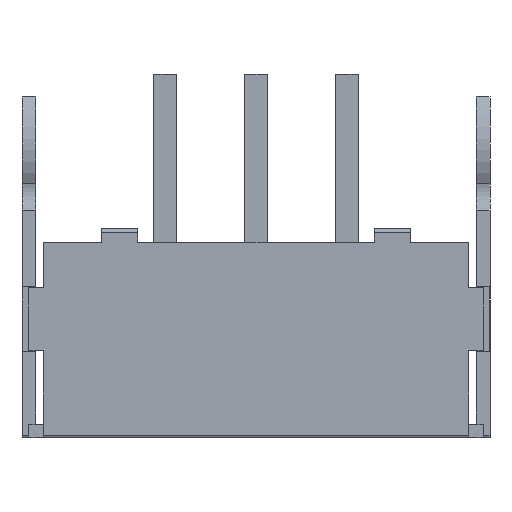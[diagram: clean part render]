
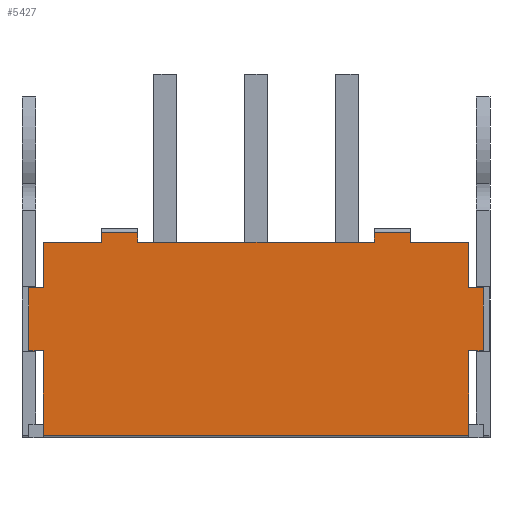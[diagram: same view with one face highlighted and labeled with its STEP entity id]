
A CAD part, left-side view. The second image highlights one B-rep face of the part: STEP entity #5427.
In plain terms, the highlighted planar face has unit normal (-1, 0, 0).
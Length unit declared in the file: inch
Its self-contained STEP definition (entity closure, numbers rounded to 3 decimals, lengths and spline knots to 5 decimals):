
#3121=CARTESIAN_POINT('',(0.3293,-0.14127,0.21393));
#3122=VERTEX_POINT('',#3121);
#3129=CARTESIAN_POINT('',(0.3293,-0.19166,0.21393));
#3130=VERTEX_POINT('',#3129);
#3131=CARTESIAN_POINT('',(0.3293,-0.19166,0.21393));
#3132=DIRECTION('',(0.0,1.0,0.0));
#3133=VECTOR('',#3132,0.05039);
#3134=LINE('',#3131,#3133);
#3135=EDGE_CURVE('',#3130,#3122,#3134,.T.);
#3153=CARTESIAN_POINT('',(0.3293,-0.22316,0.21393));
#3154=VERTEX_POINT('',#3153);
#3161=CARTESIAN_POINT('',(0.3293,-0.42788,0.21393));
#3162=VERTEX_POINT('',#3161);
#3163=CARTESIAN_POINT('',(0.3293,-0.42788,0.21393));
#3164=DIRECTION('',(0.0,1.0,0.0));
#3165=VECTOR('',#3164,0.20472);
#3166=LINE('',#3163,#3165);
#3167=EDGE_CURVE('',#3162,#3154,#3166,.T.);
#3185=CARTESIAN_POINT('',(0.3293,-0.45938,0.21393));
#3186=VERTEX_POINT('',#3185);
#3193=CARTESIAN_POINT('',(0.3293,-0.50977,0.21393));
#3194=VERTEX_POINT('',#3193);
#3195=CARTESIAN_POINT('',(0.3293,-0.50977,0.21393));
#3196=DIRECTION('',(0.0,1.0,0.0));
#3197=VECTOR('',#3196,0.05039);
#3198=LINE('',#3195,#3197);
#3199=EDGE_CURVE('',#3194,#3186,#3198,.T.);
#4755=CARTESIAN_POINT('',(0.3293,-0.50977,0.17456));
#4756=VERTEX_POINT('',#4755);
#4757=CARTESIAN_POINT('',(0.3293,-0.50977,0.17456));
#4758=DIRECTION('',(0.0,0.0,1.0));
#4759=VECTOR('',#4758,0.03937);
#4760=LINE('',#4757,#4759);
#4761=EDGE_CURVE('',#4756,#3194,#4760,.T.);
#4808=CARTESIAN_POINT('',(0.3293,-0.14127,0.17456));
#4809=VERTEX_POINT('',#4808);
#4816=CARTESIAN_POINT('',(0.3293,-0.14127,0.17456));
#4817=DIRECTION('',(0.0,0.0,1.0));
#4818=VECTOR('',#4817,0.03937);
#4819=LINE('',#4816,#4818);
#4820=EDGE_CURVE('',#4809,#3122,#4819,.T.);
#5032=CARTESIAN_POINT('',(0.3293,-0.12867,0.17456));
#5033=VERTEX_POINT('',#5032);
#5040=CARTESIAN_POINT('',(0.3293,-0.14127,0.17456));
#5041=DIRECTION('',(0.0,1.0,0.0));
#5042=VECTOR('',#5041,0.0126);
#5043=LINE('',#5040,#5042);
#5044=EDGE_CURVE('',#4809,#5033,#5043,.T.);
#5105=CARTESIAN_POINT('',(0.3293,-0.45938,0.22259));
#5106=VERTEX_POINT('',#5105);
#5114=CARTESIAN_POINT('',(0.3293,-0.45938,0.21393));
#5115=DIRECTION('',(0.0,0.0,1.0));
#5116=VECTOR('',#5115,0.00866);
#5117=LINE('',#5114,#5116);
#5118=EDGE_CURVE('',#3186,#5106,#5117,.T.);
#5304=CARTESIAN_POINT('',(0.3293,-0.42788,0.22259));
#5305=VERTEX_POINT('',#5304);
#5313=CARTESIAN_POINT('',(0.3293,-0.42788,0.22259));
#5314=DIRECTION('',(0.0,-1.0,0.0));
#5315=VECTOR('',#5314,0.0315);
#5316=LINE('',#5313,#5315);
#5317=EDGE_CURVE('',#5305,#5106,#5316,.T.);
#5322=CARTESIAN_POINT('',(0.3293,-0.54206,0.23139));
#5323=DIRECTION('',(-1.0,0.0,0.0));
#5324=DIRECTION('',(0.0,0.0,1.0));
#5325=AXIS2_PLACEMENT_3D('',#5322,#5323,#5324);
#5326=PLANE('',#5325);
#5327=ORIENTED_EDGE('',*,*,#5317,.F.);
#5328=CARTESIAN_POINT('',(0.3293,-0.42788,0.22259));
#5329=DIRECTION('',(0.0,0.0,-1.0));
#5330=VECTOR('',#5329,0.00866);
#5331=LINE('',#5328,#5330);
#5332=EDGE_CURVE('',#5305,#3162,#5331,.T.);
#5333=ORIENTED_EDGE('',*,*,#5332,.T.);
#5334=ORIENTED_EDGE('',*,*,#3167,.T.);
#5335=CARTESIAN_POINT('',(0.3293,-0.22316,0.22259));
#5336=VERTEX_POINT('',#5335);
#5337=CARTESIAN_POINT('',(0.3293,-0.22316,0.21393));
#5338=DIRECTION('',(0.0,0.0,1.0));
#5339=VECTOR('',#5338,0.00866);
#5340=LINE('',#5337,#5339);
#5341=EDGE_CURVE('',#3154,#5336,#5340,.T.);
#5342=ORIENTED_EDGE('',*,*,#5341,.T.);
#5343=CARTESIAN_POINT('',(0.3293,-0.19166,0.22259));
#5344=VERTEX_POINT('',#5343);
#5345=CARTESIAN_POINT('',(0.3293,-0.19166,0.22259));
#5346=DIRECTION('',(0.0,-1.0,0.0));
#5347=VECTOR('',#5346,0.0315);
#5348=LINE('',#5345,#5347);
#5349=EDGE_CURVE('',#5344,#5336,#5348,.T.);
#5350=ORIENTED_EDGE('',*,*,#5349,.F.);
#5351=CARTESIAN_POINT('',(0.3293,-0.19166,0.22259));
#5352=DIRECTION('',(0.0,0.0,-1.0));
#5353=VECTOR('',#5352,0.00866);
#5354=LINE('',#5351,#5353);
#5355=EDGE_CURVE('',#5344,#3130,#5354,.T.);
#5356=ORIENTED_EDGE('',*,*,#5355,.T.);
#5357=ORIENTED_EDGE('',*,*,#3135,.T.);
#5358=ORIENTED_EDGE('',*,*,#4820,.F.);
#5359=ORIENTED_EDGE('',*,*,#5044,.T.);
#5360=CARTESIAN_POINT('',(0.3293,-0.12867,0.12023));
#5361=VERTEX_POINT('',#5360);
#5362=CARTESIAN_POINT('',(0.3293,-0.12867,0.17456));
#5363=DIRECTION('',(0.0,0.0,-1.0));
#5364=VECTOR('',#5363,0.05433);
#5365=LINE('',#5362,#5364);
#5366=EDGE_CURVE('',#5033,#5361,#5365,.T.);
#5367=ORIENTED_EDGE('',*,*,#5366,.T.);
#5368=CARTESIAN_POINT('',(0.3293,-0.14127,0.12023));
#5369=VERTEX_POINT('',#5368);
#5370=CARTESIAN_POINT('',(0.3293,-0.12867,0.12023));
#5371=DIRECTION('',(0.0,-1.0,0.0));
#5372=VECTOR('',#5371,0.0126);
#5373=LINE('',#5370,#5372);
#5374=EDGE_CURVE('',#5361,#5369,#5373,.T.);
#5375=ORIENTED_EDGE('',*,*,#5374,.T.);
#5376=CARTESIAN_POINT('',(0.3293,-0.14127,0.04661));
#5377=VERTEX_POINT('',#5376);
#5378=CARTESIAN_POINT('',(0.3293,-0.14127,0.12023));
#5379=DIRECTION('',(0.0,0.0,-1.0));
#5380=VECTOR('',#5379,0.07362);
#5381=LINE('',#5378,#5380);
#5382=EDGE_CURVE('',#5369,#5377,#5381,.T.);
#5383=ORIENTED_EDGE('',*,*,#5382,.T.);
#5384=CARTESIAN_POINT('',(0.3293,-0.50977,0.04661));
#5385=VERTEX_POINT('',#5384);
#5386=CARTESIAN_POINT('',(0.3293,-0.50977,0.04661));
#5387=DIRECTION('',(0.0,1.0,0.0));
#5388=VECTOR('',#5387,0.3685);
#5389=LINE('',#5386,#5388);
#5390=EDGE_CURVE('',#5385,#5377,#5389,.T.);
#5391=ORIENTED_EDGE('',*,*,#5390,.F.);
#5392=CARTESIAN_POINT('',(0.3293,-0.50977,0.12023));
#5393=VERTEX_POINT('',#5392);
#5394=CARTESIAN_POINT('',(0.3293,-0.50977,0.04661));
#5395=DIRECTION('',(0.0,0.0,1.0));
#5396=VECTOR('',#5395,0.07362);
#5397=LINE('',#5394,#5396);
#5398=EDGE_CURVE('',#5385,#5393,#5397,.T.);
#5399=ORIENTED_EDGE('',*,*,#5398,.T.);
#5400=CARTESIAN_POINT('',(0.3293,-0.52237,0.12023));
#5401=VERTEX_POINT('',#5400);
#5402=CARTESIAN_POINT('',(0.3293,-0.50977,0.12023));
#5403=DIRECTION('',(0.0,-1.0,0.0));
#5404=VECTOR('',#5403,0.0126);
#5405=LINE('',#5402,#5404);
#5406=EDGE_CURVE('',#5393,#5401,#5405,.T.);
#5407=ORIENTED_EDGE('',*,*,#5406,.T.);
#5408=CARTESIAN_POINT('',(0.3293,-0.52237,0.17456));
#5409=VERTEX_POINT('',#5408);
#5410=CARTESIAN_POINT('',(0.3293,-0.52237,0.12023));
#5411=DIRECTION('',(0.0,0.0,1.0));
#5412=VECTOR('',#5411,0.05433);
#5413=LINE('',#5410,#5412);
#5414=EDGE_CURVE('',#5401,#5409,#5413,.T.);
#5415=ORIENTED_EDGE('',*,*,#5414,.T.);
#5416=CARTESIAN_POINT('',(0.3293,-0.52237,0.17456));
#5417=DIRECTION('',(0.0,1.0,0.0));
#5418=VECTOR('',#5417,0.0126);
#5419=LINE('',#5416,#5418);
#5420=EDGE_CURVE('',#5409,#4756,#5419,.T.);
#5421=ORIENTED_EDGE('',*,*,#5420,.T.);
#5422=ORIENTED_EDGE('',*,*,#4761,.T.);
#5423=ORIENTED_EDGE('',*,*,#3199,.T.);
#5424=ORIENTED_EDGE('',*,*,#5118,.T.);
#5425=EDGE_LOOP('',(#5327,#5333,#5334,#5342,#5350,#5356,#5357,#5358,#5359,#5367,#5375,#5383,#5391,#5399,#5407,#5415,#5421,#5422,#5423,#5424));
#5426=FACE_OUTER_BOUND('',#5425,.T.);
#5427=ADVANCED_FACE('',(#5426),#5326,.T.);
